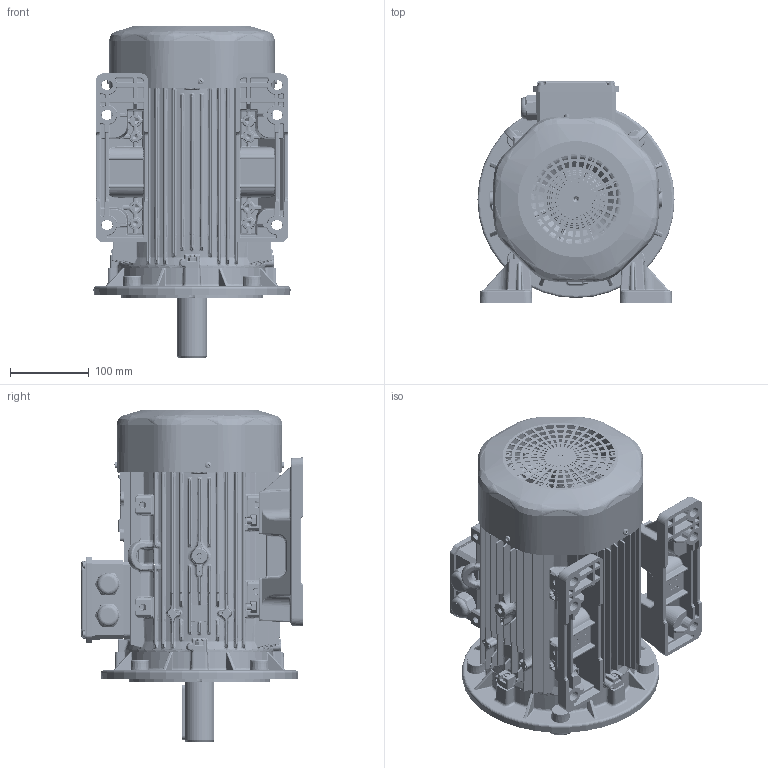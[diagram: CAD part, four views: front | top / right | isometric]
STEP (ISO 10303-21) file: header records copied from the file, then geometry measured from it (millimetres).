
FILE_DESCRIPTION(/* description */ (''),/* implementation_level */ '2;1');
FILE_NAME(/* name */ '6521252xx_AA.stp',/* time_stamp */ '2017-11-09T11:46:26+03:00',/* author */ (''),/* organization */ (''),/* preprocessor_version */ 'ST-DEVELOPER v15',/* originating_system */ 'SIEMENS PLM Software NX 9.0',/* authorisation */ '');
FILE_SCHEMA (('AUTOMOTIVE_DESIGN { 1 0 10303 214 3 1 1 1 }'));
Products named in the file (1): Ar311510F805543y
Bounding box: 250.55 x 282.97 x 422 mm (x, y, z)
Surface area: 1109919.2 mm2 (no closed solid volume)
Topology: 0 solids, 182 shells, 12315 faces, 30730 edges, 17970 vertices
Faces by surface type: cylinder 3763, bspline 3596, plane 2512, sphere 979, torus 706, cone 647, extrusion 112
Full cylindrical faces by diameter (mm): 4 x3, 4.722 x2, 5 x2, 6 x7, 6.647 x3, 8 x9, 10 x4, 10.3 x5, 12 x4, 13 x1, 29 x1, 29.2 x1, 29.4 x1, 29.5 x1, 30 x2, 30.2 x1, 37.4 x1, 38 x1, 40 x1, 40.36 x4, 47 x1, 51.55 x2, 54.06 x4, 57.4 x1, 58.667 x1, 61 x1, 62 x3, 62.05 x1, 62.6 x2, 68 x2
Entity records: 442995 total; most frequent: CARTESIAN_POINT 176133, ORIENTED_EDGE 55582, DIRECTION 53202, EDGE_CURVE 29663, AXIS2_PLACEMENT_3D 21894, VERTEX_POINT 17818, EDGE_LOOP 12991, ADVANCED_FACE 12314
